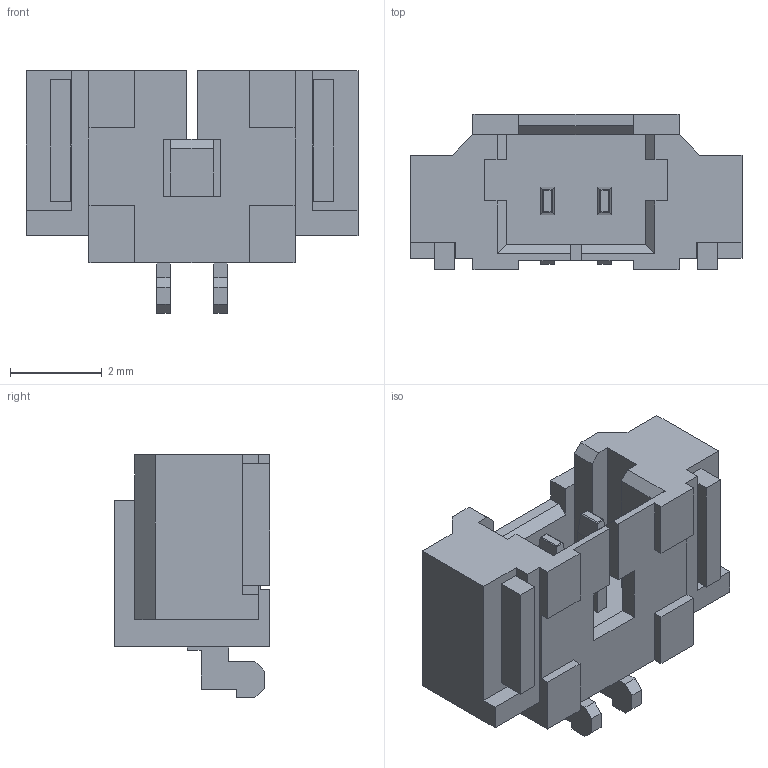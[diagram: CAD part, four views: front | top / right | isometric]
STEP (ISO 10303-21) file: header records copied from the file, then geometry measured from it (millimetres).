
FILE_DESCRIPTION(/* description */ (''),/* implementation_level */ '2;1');
FILE_NAME(/* name */ '12505WR02.stp',/* time_stamp */ '2021-11-17T12:54:33+09:00',/* author */ ('KSG'),/* organization */ (''),/* preprocessor_version */ 'ST-DEVELOPER v17',/* originating_system */ 'Autodesk Inventor 2019',/* authorisation */ '');
FILE_SCHEMA (('AUTOMOTIVE_DESIGN { 1 0 10303 214 3 1 1 }'));
Length unit declared in the file: millimetre
Products named in the file (1): 12505WR02
Bounding box: 7.25 x 3.4 x 5.3 mm (x, y, z)
Volume: 56.8 mm3; surface area: 177.5 mm2
Topology: 1 solids, 1 shells, 131 faces, 347 edges, 224 vertices
Faces by surface type: plane 123, cylinder 8
Entity records: 3992 total; most frequent: CARTESIAN_POINT 703, ORIENTED_EDGE 694, DIRECTION 619, EDGE_CURVE 347, LINE 339, VECTOR 339, VERTEX_POINT 224, AXIS2_PLACEMENT_3D 140
